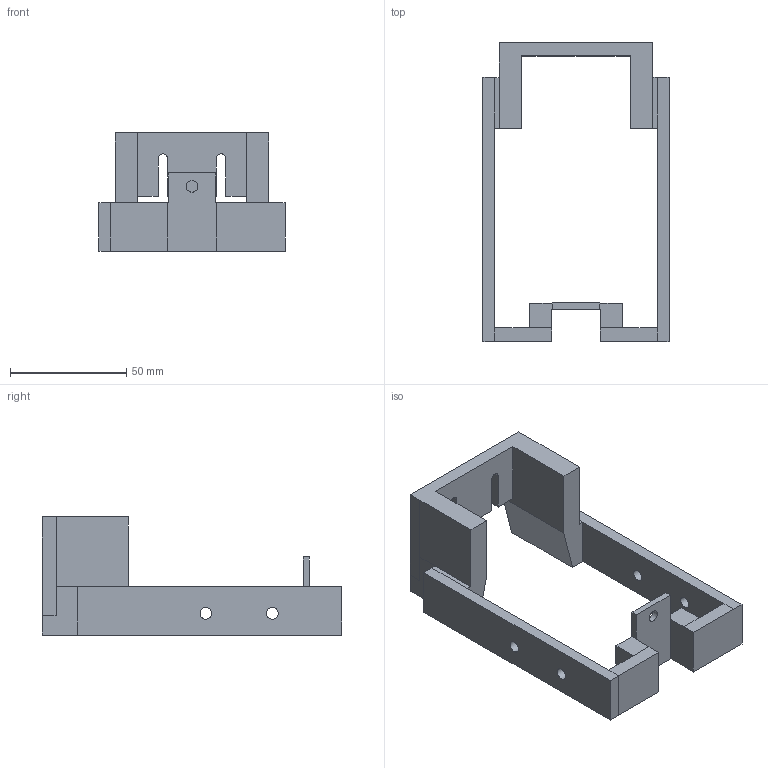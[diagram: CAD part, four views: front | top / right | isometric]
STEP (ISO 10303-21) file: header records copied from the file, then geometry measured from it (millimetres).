
FILE_DESCRIPTION(/* description */ (''),/* implementation_level */ '2;1');
FILE_NAME(/* name */ 'Horizontal LED Bracket v1.step',/* time_stamp */ '2023-11-14T10:50:15-07:00',/* author */ (''),/* organization */ (''),/* preprocessor_version */ 'ST-DEVELOPER v20',/* originating_system */ 'Autodesk Translation Framework v12.14.0.127',/* authorisation */ '');
FILE_SCHEMA (('AUTOMOTIVE_DESIGN { 1 0 10303 214 3 1 1 }'));
Length unit declared in the file: millimetre
Products named in the file (1): Horizontal LED Bracket
Bounding box: 80 x 128.77 x 50.79 mm (x, y, z)
Volume: 75644 mm3; surface area: 29422.8 mm2
Topology: 1 solids, 1 shells, 69 faces, 198 edges, 129 vertices
Faces by surface type: plane 62, cylinder 7
Full cylindrical faces by diameter (mm): 5 x5
Entity records: 2271 total; most frequent: CARTESIAN_POINT 397, ORIENTED_EDGE 396, DIRECTION 352, EDGE_CURVE 198, LINE 184, VECTOR 184, VERTEX_POINT 129, AXIS2_PLACEMENT_3D 84
